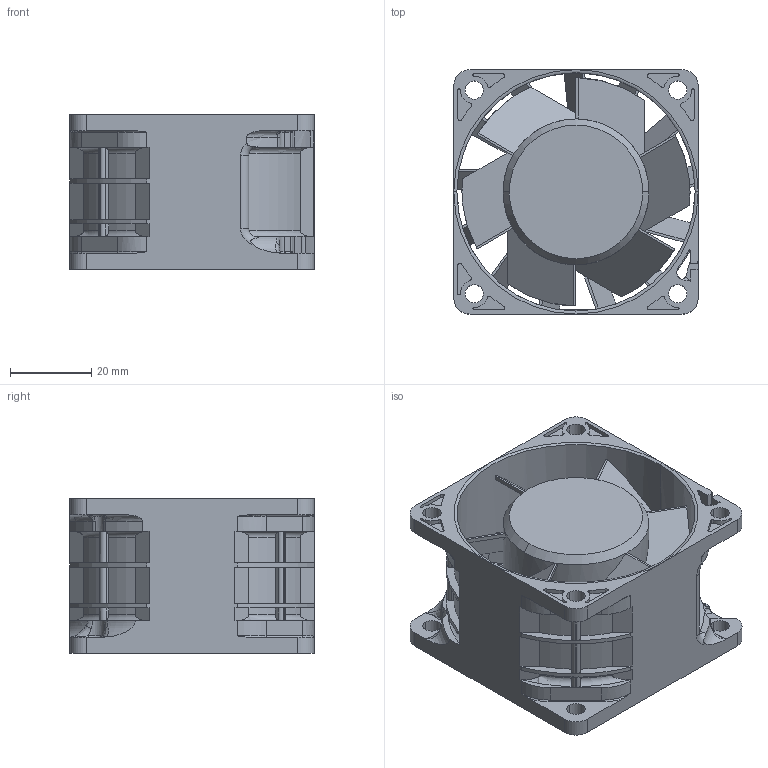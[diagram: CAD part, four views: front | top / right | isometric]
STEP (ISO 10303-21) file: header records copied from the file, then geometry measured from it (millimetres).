
FILE_DESCRIPTION((''),'2;1');
FILE_NAME('PFB0612EE-E_ASM','2022-02-16T14:13:07',('TIM.GC.LIU'),(''),'CREO PARAMETRIC BY PTC INC, 2020454','CREO PARAMETRIC BY PTC INC, 2020454','');
FILE_SCHEMA(('CONFIG_CONTROL_DESIGN'));
Products named in the file (3): PFB0612EE-E; PFB0612EE-E_IMP; PFB0612EE-E_ASM
Assembly tree (2 placements, depth 2):
  PFB0612EE-E_ASM
    PFB0612EE-E
    PFB0612EE-E_IMP
Bounding box: 60 x 60 x 38 mm (x, y, z)
Volume: 47275.4 mm3; surface area: 32803.3 mm2
Topology: 2 solids, 2 shells, 568 faces, 1698 edges, 1126 vertices
Faces by surface type: plane 272, cylinder 229, torus 43, bspline 18, cone 6
Entity records: 21145 total; most frequent: CARTESIAN_POINT 5638, ORIENTED_EDGE 3396, DIRECTION 3200, EDGE_CURVE 1698, AXIS2_PLACEMENT_3D 1215, VERTEX_POINT 1126, VECTOR 770, LINE 770
